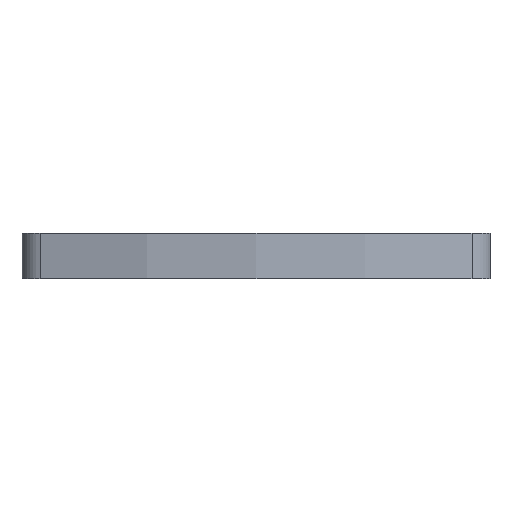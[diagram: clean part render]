
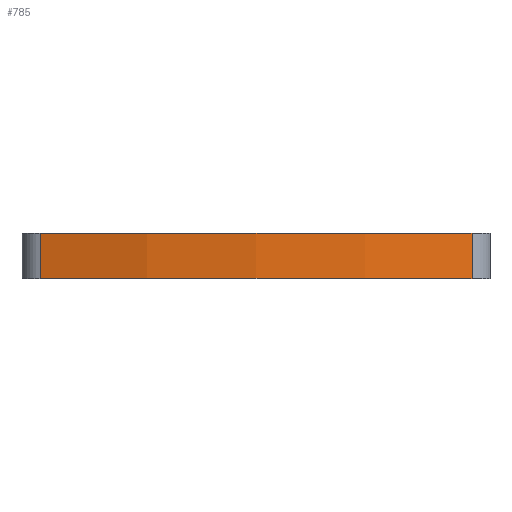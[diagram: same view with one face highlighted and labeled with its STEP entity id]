
A CAD part, front view. The second image highlights one B-rep face of the part: STEP entity #785.
In plain terms, the highlighted cylindrical face has radius 37 mm (diameter 74 mm), a partial arc.
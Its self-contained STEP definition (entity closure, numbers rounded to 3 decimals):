
#73 = PLANE('',#74);
#74 = AXIS2_PLACEMENT_3D('',#75,#76,#77);
#75 = CARTESIAN_POINT('',(-5.5,16.8,2.5));
#76 = DIRECTION('',(0.,0.,-1.));
#77 = DIRECTION('',(-1.,0.,0.));
#132 = PLANE('',#133);
#133 = AXIS2_PLACEMENT_3D('',#134,#135,#136);
#134 = CARTESIAN_POINT('',(-5.5,16.8,0.));
#135 = DIRECTION('',(0.,0.,-1.));
#136 = DIRECTION('',(-1.,0.,0.));
#645 = CYLINDRICAL_SURFACE('',#646,1.609);
#646 = AXIS2_PLACEMENT_3D('',#647,#648,#649);
#647 = CARTESIAN_POINT('',(11.478,0.322,0.));
#648 = DIRECTION('',(-0.,-0.,-1.));
#649 = DIRECTION('',(1.,0.,0.));
#703 = EDGE_CURVE('',#704,#706,#708,.T.);
#704 = VERTEX_POINT('',#705);
#705 = CARTESIAN_POINT('',(12.,-1.2,0.));
#706 = VERTEX_POINT('',#707);
#707 = CARTESIAN_POINT('',(12.,-1.2,2.5));
#708 = SURFACE_CURVE('',#709,(#713,#720),.PCURVE_S1.);
#709 = LINE('',#710,#711);
#710 = CARTESIAN_POINT('',(12.,-1.2,0.));
#711 = VECTOR('',#712,1.);
#712 = DIRECTION('',(0.,0.,1.));
#713 = PCURVE('',#645,#714);
#714 = DEFINITIONAL_REPRESENTATION('',(#715),#719);
#715 = LINE('',#716,#717);
#716 = CARTESIAN_POINT('',(-5.043,0.));
#717 = VECTOR('',#718,1.);
#718 = DIRECTION('',(-0.,-1.));
#719 = ( GEOMETRIC_REPRESENTATION_CONTEXT(2) 
PARAMETRIC_REPRESENTATION_CONTEXT() REPRESENTATION_CONTEXT('2D SPACE',''
  ) );
#720 = PCURVE('',#721,#726);
#721 = CYLINDRICAL_SURFACE('',#722,37.);
#722 = AXIS2_PLACEMENT_3D('',#723,#724,#725);
#723 = CARTESIAN_POINT('',(0.,33.8,0.));
#724 = DIRECTION('',(-0.,-0.,-1.));
#725 = DIRECTION('',(1.,0.,0.));
#726 = DEFINITIONAL_REPRESENTATION('',(#727),#731);
#727 = LINE('',#728,#729);
#728 = CARTESIAN_POINT('',(-5.043,0.));
#729 = VECTOR('',#730,1.);
#730 = DIRECTION('',(-0.,-1.));
#731 = ( GEOMETRIC_REPRESENTATION_CONTEXT(2) 
PARAMETRIC_REPRESENTATION_CONTEXT() REPRESENTATION_CONTEXT('2D SPACE',''
  ) );
#785 = ADVANCED_FACE('',(#786),#721,.T.);
#786 = FACE_BOUND('',#787,.F.);
#787 = EDGE_LOOP('',(#788,#818,#844,#845));
#788 = ORIENTED_EDGE('',*,*,#789,.T.);
#789 = EDGE_CURVE('',#790,#792,#794,.T.);
#790 = VERTEX_POINT('',#791);
#791 = CARTESIAN_POINT('',(-12.,-1.2,0.));
#792 = VERTEX_POINT('',#793);
#793 = CARTESIAN_POINT('',(-12.,-1.2,2.5));
#794 = SURFACE_CURVE('',#795,(#799,#806),.PCURVE_S1.);
#795 = LINE('',#796,#797);
#796 = CARTESIAN_POINT('',(-12.,-1.2,0.));
#797 = VECTOR('',#798,1.);
#798 = DIRECTION('',(0.,0.,1.));
#799 = PCURVE('',#721,#800);
#800 = DEFINITIONAL_REPRESENTATION('',(#801),#805);
#801 = LINE('',#802,#803);
#802 = CARTESIAN_POINT('',(-4.382,0.));
#803 = VECTOR('',#804,1.);
#804 = DIRECTION('',(-0.,-1.));
#805 = ( GEOMETRIC_REPRESENTATION_CONTEXT(2) 
PARAMETRIC_REPRESENTATION_CONTEXT() REPRESENTATION_CONTEXT('2D SPACE',''
  ) );
#806 = PCURVE('',#807,#812);
#807 = CYLINDRICAL_SURFACE('',#808,1.48);
#808 = AXIS2_PLACEMENT_3D('',#809,#810,#811);
#809 = CARTESIAN_POINT('',(-11.52,0.2,0.));
#810 = DIRECTION('',(-0.,-0.,-1.));
#811 = DIRECTION('',(1.,0.,0.));
#812 = DEFINITIONAL_REPRESENTATION('',(#813),#817);
#813 = LINE('',#814,#815);
#814 = CARTESIAN_POINT('',(-4.382,0.));
#815 = VECTOR('',#816,1.);
#816 = DIRECTION('',(-0.,-1.));
#817 = ( GEOMETRIC_REPRESENTATION_CONTEXT(2) 
PARAMETRIC_REPRESENTATION_CONTEXT() REPRESENTATION_CONTEXT('2D SPACE',''
  ) );
#818 = ORIENTED_EDGE('',*,*,#819,.T.);
#819 = EDGE_CURVE('',#792,#706,#820,.T.);
#820 = SURFACE_CURVE('',#821,(#826,#833),.PCURVE_S1.);
#821 = CIRCLE('',#822,37.);
#822 = AXIS2_PLACEMENT_3D('',#823,#824,#825);
#823 = CARTESIAN_POINT('',(0.,33.8,2.5));
#824 = DIRECTION('',(0.,0.,1.));
#825 = DIRECTION('',(1.,0.,0.));
#826 = PCURVE('',#721,#827);
#827 = DEFINITIONAL_REPRESENTATION('',(#828),#832);
#828 = LINE('',#829,#830);
#829 = CARTESIAN_POINT('',(-0.,-2.5));
#830 = VECTOR('',#831,1.);
#831 = DIRECTION('',(-1.,0.));
#832 = ( GEOMETRIC_REPRESENTATION_CONTEXT(2) 
PARAMETRIC_REPRESENTATION_CONTEXT() REPRESENTATION_CONTEXT('2D SPACE',''
  ) );
#833 = PCURVE('',#73,#834);
#834 = DEFINITIONAL_REPRESENTATION('',(#835),#843);
#835 = ( BOUNDED_CURVE() B_SPLINE_CURVE(2,(#836,#837,#838,#839,#840,#841
,#842),.UNSPECIFIED.,.T.,.F.) B_SPLINE_CURVE_WITH_KNOTS((1,2,2,2,2,1),(
    -2.094,0.,2.094,4.189,6.283,
8.378),.UNSPECIFIED.) CURVE() GEOMETRIC_REPRESENTATION_ITEM() 
RATIONAL_B_SPLINE_CURVE((1.,0.5,1.,0.5,1.,0.5,1.)) REPRESENTATION_ITEM(
  '') );
#836 = CARTESIAN_POINT('',(-42.5,17.));
#837 = CARTESIAN_POINT('',(-42.5,81.086));
#838 = CARTESIAN_POINT('',(13.,49.043));
#839 = CARTESIAN_POINT('',(68.5,17.));
#840 = CARTESIAN_POINT('',(13.,-15.043));
#841 = CARTESIAN_POINT('',(-42.5,-47.086));
#842 = CARTESIAN_POINT('',(-42.5,17.));
#843 = ( GEOMETRIC_REPRESENTATION_CONTEXT(2) 
PARAMETRIC_REPRESENTATION_CONTEXT() REPRESENTATION_CONTEXT('2D SPACE',''
  ) );
#844 = ORIENTED_EDGE('',*,*,#703,.F.);
#845 = ORIENTED_EDGE('',*,*,#846,.F.);
#846 = EDGE_CURVE('',#790,#704,#847,.T.);
#847 = SURFACE_CURVE('',#848,(#853,#860),.PCURVE_S1.);
#848 = CIRCLE('',#849,37.);
#849 = AXIS2_PLACEMENT_3D('',#850,#851,#852);
#850 = CARTESIAN_POINT('',(0.,33.8,0.));
#851 = DIRECTION('',(0.,0.,1.));
#852 = DIRECTION('',(1.,0.,0.));
#853 = PCURVE('',#721,#854);
#854 = DEFINITIONAL_REPRESENTATION('',(#855),#859);
#855 = LINE('',#856,#857);
#856 = CARTESIAN_POINT('',(-0.,0.));
#857 = VECTOR('',#858,1.);
#858 = DIRECTION('',(-1.,0.));
#859 = ( GEOMETRIC_REPRESENTATION_CONTEXT(2) 
PARAMETRIC_REPRESENTATION_CONTEXT() REPRESENTATION_CONTEXT('2D SPACE',''
  ) );
#860 = PCURVE('',#132,#861);
#861 = DEFINITIONAL_REPRESENTATION('',(#862),#870);
#862 = ( BOUNDED_CURVE() B_SPLINE_CURVE(2,(#863,#864,#865,#866,#867,#868
,#869),.UNSPECIFIED.,.T.,.F.) B_SPLINE_CURVE_WITH_KNOTS((1,2,2,2,2,1),(
    -2.094,0.,2.094,4.189,6.283,
8.378),.UNSPECIFIED.) CURVE() GEOMETRIC_REPRESENTATION_ITEM() 
RATIONAL_B_SPLINE_CURVE((1.,0.5,1.,0.5,1.,0.5,1.)) REPRESENTATION_ITEM(
  '') );
#863 = CARTESIAN_POINT('',(-42.5,17.));
#864 = CARTESIAN_POINT('',(-42.5,81.086));
#865 = CARTESIAN_POINT('',(13.,49.043));
#866 = CARTESIAN_POINT('',(68.5,17.));
#867 = CARTESIAN_POINT('',(13.,-15.043));
#868 = CARTESIAN_POINT('',(-42.5,-47.086));
#869 = CARTESIAN_POINT('',(-42.5,17.));
#870 = ( GEOMETRIC_REPRESENTATION_CONTEXT(2) 
PARAMETRIC_REPRESENTATION_CONTEXT() REPRESENTATION_CONTEXT('2D SPACE',''
  ) );
